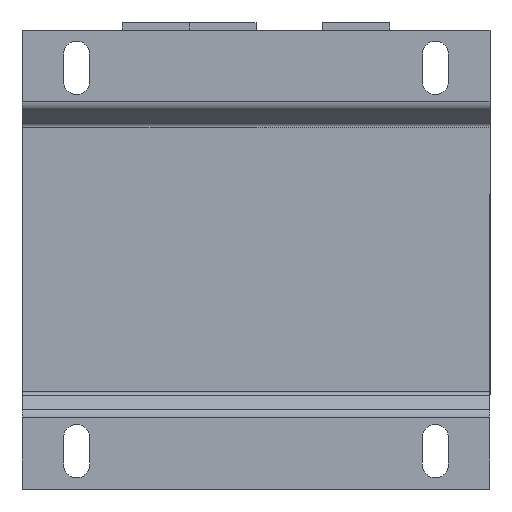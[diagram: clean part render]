
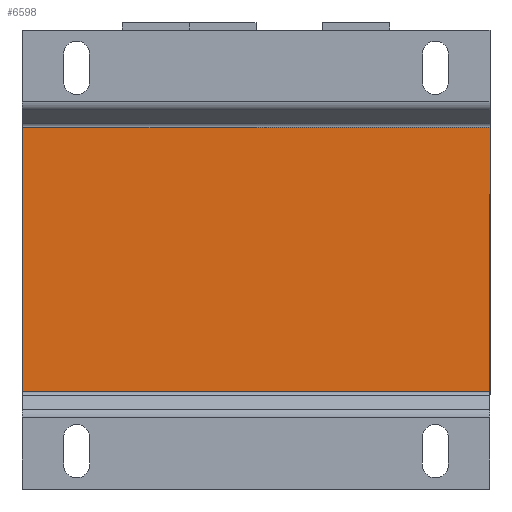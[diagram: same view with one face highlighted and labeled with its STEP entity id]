
A CAD part, front view. The second image highlights one B-rep face of the part: STEP entity #6598.
In plain terms, the highlighted planar face has unit normal (0, -1, 0).
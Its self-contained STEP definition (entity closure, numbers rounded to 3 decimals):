
#234 = VERTEX_POINT ( 'NONE', #5647 ) ;
#376 = CARTESIAN_POINT ( 'NONE',  ( -52.5, -45.25, 51.5 ) ) ;
#545 = CARTESIAN_POINT ( 'NONE',  ( -52.5, -45.25, -29.684 ) ) ;
#687 = EDGE_LOOP ( 'NONE', ( #7038, #7084, #2943, #5985 ) ) ;
#1009 = CARTESIAN_POINT ( 'NONE',  ( 0., -45.25, -29.684 ) ) ;
#1038 = CARTESIAN_POINT ( 'NONE',  ( 52.5, -45.25, 29.684 ) ) ;
#1524 = DIRECTION ( 'NONE',  ( 1., 0., 0. ) ) ;
#1656 = CARTESIAN_POINT ( 'NONE',  ( 0., -45.25, 0. ) ) ;
#1704 = VERTEX_POINT ( 'NONE', #6979 ) ;
#2423 = VERTEX_POINT ( 'NONE', #1038 ) ;
#2796 = DIRECTION ( 'NONE',  ( 0., 0., -1. ) ) ;
#2862 = FACE_OUTER_BOUND ( 'NONE', #687, .T. ) ;
#2943 = ORIENTED_EDGE ( 'NONE', *, *, #4268, .F. ) ;
#3209 = DIRECTION ( 'NONE',  ( 1., 0., 0. ) ) ;
#3311 = PLANE ( 'NONE',  #5006 ) ;
#3325 = DIRECTION ( 'NONE',  ( 0., 1., 0. ) ) ;
#3645 = VECTOR ( 'NONE', #3209, 1000. ) ;
#3758 = LINE ( 'NONE', #1009, #5060 ) ;
#4244 = LINE ( 'NONE', #376, #6258 ) ;
#4268 = EDGE_CURVE ( 'Defeature ausgef�hrt2_60+Defeature ausgef�hrt2_61+Defeature ausgef�hrt2_56+Defeature ausgef�hrt2_44', #234, #2423, #5124, .T. ) ;
#4300 = EDGE_CURVE ( 'Defeature ausgef�hrt2_56+Defeature ausgef�hrt2_61+Defeature ausgef�hrt2_48+Defeature ausgef�hrt2_60', #5899, #234, #4244, .T. ) ;
#4702 = LINE ( 'NONE', #6237, #6459 ) ;
#5006 = AXIS2_PLACEMENT_3D ( 'NONE', #1656, #3325, #2796 ) ;
#5060 = VECTOR ( 'NONE', #1524, 1000. ) ;
#5124 = LINE ( 'NONE', #5380, #3645 ) ;
#5380 = CARTESIAN_POINT ( 'NONE',  ( 0., -45.25, 29.684 ) ) ;
#5409 = DIRECTION ( 'NONE',  ( 0., 0., 1. ) ) ;
#5647 = CARTESIAN_POINT ( 'NONE',  ( -52.5, -45.25, 29.684 ) ) ;
#5899 = VERTEX_POINT ( 'NONE', #545 ) ;
#5970 = EDGE_CURVE ( 'Defeature ausgef�hrt2_44+Defeature ausgef�hrt2_61+Defeature ausgef�hrt2_60+Defeature ausgef�hrt2_48', #2423, #1704, #4702, .T. ) ;
#5985 = ORIENTED_EDGE ( 'NONE', *, *, #4300, .F. ) ;
#6237 = CARTESIAN_POINT ( 'NONE',  ( 52.5, -45.25, 51.5 ) ) ;
#6258 = VECTOR ( 'NONE', #5409, 1000. ) ;
#6315 = DIRECTION ( 'NONE',  ( 0., 0., -1. ) ) ;
#6459 = VECTOR ( 'NONE', #6315, 1000. ) ;
#6598 = ADVANCED_FACE ( 'Defeature ausgef�hrt2_61', ( #2862 ), #3311, .F. ) ;
#6979 = CARTESIAN_POINT ( 'NONE',  ( 52.5, -45.25, -29.684 ) ) ;
#7038 = ORIENTED_EDGE ( 'NONE', *, *, #7130, .T. ) ;
#7084 = ORIENTED_EDGE ( 'NONE', *, *, #5970, .F. ) ;
#7130 = EDGE_CURVE ( 'Defeature ausgef�hrt2_61+Defeature ausgef�hrt2_48+Defeature ausgef�hrt2_56+Defeature ausgef�hrt2_44', #5899, #1704, #3758, .T. ) ;
